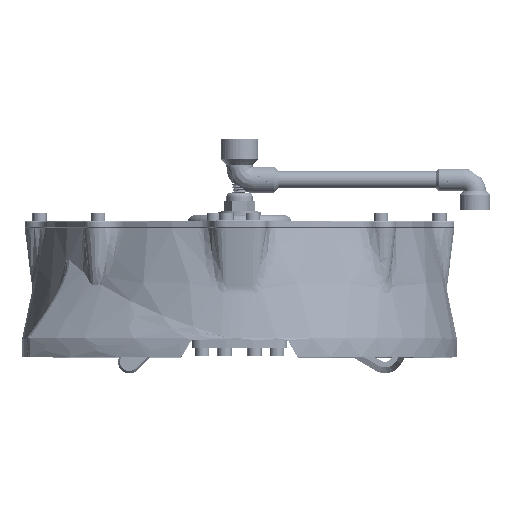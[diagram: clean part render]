
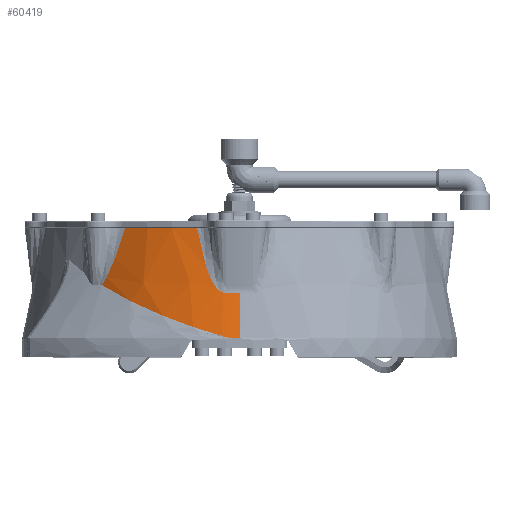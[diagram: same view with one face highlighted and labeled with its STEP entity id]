
A CAD part, top view. The second image highlights one B-rep face of the part: STEP entity #60419.
In plain terms, the highlighted conical face has half-angle 12 degrees and reference radius 55.065 mm.
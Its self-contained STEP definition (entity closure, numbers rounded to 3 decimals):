
#57887=DIRECTION('',(0.,-0.978,0.208));
#57888=VECTOR('',#57887,12.339);
#57889=CARTESIAN_POINT('',(-2.,4.07,55.634));
#57890=LINE('',#57889,#57888);
#58166=CARTESIAN_POINT('',(-38.776,6.227,
41.132));
#58167=CARTESIAN_POINT('',(-38.707,6.33,
41.165));
#58168=CARTESIAN_POINT('',(-38.571,6.538,
41.226));
#58169=CARTESIAN_POINT('',(-38.375,6.854,
41.31));
#58170=CARTESIAN_POINT('',(-38.18,7.183,
41.389));
#58171=CARTESIAN_POINT('',(-37.975,7.543,
41.466));
#58172=CARTESIAN_POINT('',(-37.748,7.958,
41.545));
#58173=CARTESIAN_POINT('',(-37.5,8.433,
41.624));
#58174=CARTESIAN_POINT('',(-37.243,8.947,
41.699));
#58175=CARTESIAN_POINT('',(-36.989,9.478,
41.766));
#58176=CARTESIAN_POINT('',(-36.739,10.019,
41.825));
#58177=CARTESIAN_POINT('',(-36.492,10.571,
41.877));
#58178=CARTESIAN_POINT('',(-36.248,11.135,
41.921));
#58179=CARTESIAN_POINT('',(-36.01,11.703,
41.96));
#58180=CARTESIAN_POINT('',(-35.777,12.273,
41.992));
#58181=CARTESIAN_POINT('',(-35.551,12.843,
42.018));
#58182=CARTESIAN_POINT('',(-35.327,13.42,
42.039));
#58183=CARTESIAN_POINT('',(-35.1,14.018,
42.056));
#58184=CARTESIAN_POINT('',(-34.866,14.651,
42.069));
#58185=CARTESIAN_POINT('',(-34.618,15.337,
42.077));
#58186=CARTESIAN_POINT('',(-34.351,16.092,
42.08));
#58187=CARTESIAN_POINT('',(-34.061,16.937,
42.077));
#58188=CARTESIAN_POINT('',(-33.74,17.896,
42.065));
#58189=CARTESIAN_POINT('',(-33.387,18.978,
42.041));
#58190=CARTESIAN_POINT('',(-33.01,20.175,
42.005));
#58191=CARTESIAN_POINT('',(-32.743,21.046,
41.971));
#58192=CARTESIAN_POINT('',(-32.607,21.5,
41.951));
#58194=CARTESIAN_POINT('',(-13.361,21.5,
50.671));
#58195=CARTESIAN_POINT('',(-13.28,21.01,
50.796));
#58196=CARTESIAN_POINT('',(-13.114,20.048,
51.042));
#58197=CARTESIAN_POINT('',(-12.852,18.652,
51.402));
#58198=CARTESIAN_POINT('',(-12.584,17.337,
51.743));
#58199=CARTESIAN_POINT('',(-12.318,16.128,
52.059));
#58200=CARTESIAN_POINT('',(-12.059,15.041,
52.345));
#58201=CARTESIAN_POINT('',(-11.812,14.073,
52.601));
#58202=CARTESIAN_POINT('',(-11.574,13.202,
52.833));
#58203=CARTESIAN_POINT('',(-11.34,12.398,
53.048));
#58204=CARTESIAN_POINT('',(-11.101,11.628,
53.256));
#58205=CARTESIAN_POINT('',(-10.85,10.873,
53.461));
#58206=CARTESIAN_POINT('',(-10.585,10.131,
53.664));
#58207=CARTESIAN_POINT('',(-10.312,9.422,
53.859));
#58208=CARTESIAN_POINT('',(-10.042,8.775,
54.039));
#58209=CARTESIAN_POINT('',(-9.784,8.204,
54.2));
#58210=CARTESIAN_POINT('',(-9.539,7.702,
54.342));
#58211=CARTESIAN_POINT('',(-9.302,7.252,
54.471));
#58212=CARTESIAN_POINT('',(-9.064,6.832,
54.592));
#58213=CARTESIAN_POINT('',(-8.812,6.423,
54.712));
#58214=CARTESIAN_POINT('',(-8.535,6.014,
54.833));
#58215=CARTESIAN_POINT('',(-8.229,5.612,
54.955));
#58216=CARTESIAN_POINT('',(-7.906,5.241,
55.07));
#58217=CARTESIAN_POINT('',(-7.579,4.92,
55.173));
#58218=CARTESIAN_POINT('',(-7.253,4.653,
55.262));
#58219=CARTESIAN_POINT('',(-6.926,4.435,
55.338));
#58220=CARTESIAN_POINT('',(-6.599,4.268,
55.402));
#58221=CARTESIAN_POINT('',(-6.267,4.149,
55.454));
#58222=CARTESIAN_POINT('',(-5.938,4.082,
55.492));
#58223=CARTESIAN_POINT('',(-5.737,4.07,
55.509));
#58224=CARTESIAN_POINT('',(-5.64,4.07,
55.515));
#58226=CARTESIAN_POINT('',(-2.,4.07,0.));
#58227=DIRECTION('',(0.,1.,0.));
#58228=DIRECTION('',(-0.065,0.,0.998));
#58229=AXIS2_PLACEMENT_3D('',#58226,#58227,#58228);
#58245=CARTESIAN_POINT('',(-2.,21.5,0.));
#58246=DIRECTION('',(0.,-1.,0.));
#58247=DIRECTION('',(-0.219,0.,0.976));
#58248=AXIS2_PLACEMENT_3D('',#58245,#58246,#58247);
#58428=CARTESIAN_POINT('',(-38.776,6.227,
41.132));
#58429=CARTESIAN_POINT('',(-38.242,5.888,
41.707));
#58430=CARTESIAN_POINT('',(-37.149,5.215,
42.832));
#58431=CARTESIAN_POINT('',(-35.441,4.222,
44.442));
#58432=CARTESIAN_POINT('',(-33.67,3.246,
45.973));
#58433=CARTESIAN_POINT('',(-31.841,2.285,
47.422));
#58434=CARTESIAN_POINT('',(-29.952,1.344,
48.79));
#58435=CARTESIAN_POINT('',(-28.001,0.413,
50.08));
#58436=CARTESIAN_POINT('',(-26.005,-0.494,
51.279));
#58437=CARTESIAN_POINT('',(-23.982,-1.37,
52.38));
#58438=CARTESIAN_POINT('',(-21.929,-2.222,
53.388));
#58439=CARTESIAN_POINT('',(-19.846,-3.04,
54.303));
#58440=CARTESIAN_POINT('',(-17.748,-3.826,
55.122));
#58441=CARTESIAN_POINT('',(-15.619,-4.584,
55.852));
#58442=CARTESIAN_POINT('',(-13.456,-5.317,
56.494));
#58443=CARTESIAN_POINT('',(-11.264,-6.021,
57.045));
#58444=CARTESIAN_POINT('',(-9.117,-6.686,
57.498));
#58445=CARTESIAN_POINT('',(-6.787,-7.337,
57.872));
#58446=CARTESIAN_POINT('',(-5.123,-7.891,
58.106));
#58447=CARTESIAN_POINT('',(-3.115,-7.997,
58.199));
#58448=CARTESIAN_POINT('',(-2.,-8.,58.2));
#59136=CARTESIAN_POINT('',(-5.64,4.07,
55.515));
#59137=CARTESIAN_POINT('',(-2.,4.07,55.634));
#59138=VERTEX_POINT('',#59136);
#59139=VERTEX_POINT('',#59137);
#59145=VERTEX_POINT('',#58194);
#59148=VERTEX_POINT('',#58166);
#59149=VERTEX_POINT('',#58192);
#59170=CARTESIAN_POINT('',(-2.,-8.,58.2));
#59171=VERTEX_POINT('',#59170);
#60401=CARTESIAN_POINT('',(-2.,6.748,0.));
#60402=DIRECTION('',(0.,-1.,0.));
#60403=DIRECTION('',(1.,0.,0.));
#60404=AXIS2_PLACEMENT_3D('',#60401,#60402,#60403);
#60405=CONICAL_SURFACE('',#60404,55.065,12.);
#60407=ORIENTED_EDGE('',*,*,#60406,.F.);
#60409=ORIENTED_EDGE('',*,*,#60408,.T.);
#60411=ORIENTED_EDGE('',*,*,#60410,.F.);
#60413=ORIENTED_EDGE('',*,*,#60412,.T.);
#60415=ORIENTED_EDGE('',*,*,#60414,.T.);
#60416=ORIENTED_EDGE('',*,*,#60230,.T.);
#60417=EDGE_LOOP('',(#60407,#60409,#60411,#60413,#60415,#60416));
#60418=FACE_OUTER_BOUND('',#60417,.F.);
#58193=B_SPLINE_CURVE_WITH_KNOTS('',3,(#58166,#58167,#58168,#58169,#58170,
#58171,#58172,#58173,#58174,#58175,#58176,#58177,#58178,#58179,#58180,#58181,
#58182,#58183,#58184,#58185,#58186,#58187,#58188,#58189,#58190,#58191,#58192),
.UNSPECIFIED.,.F.,.F.,(4,1,1,1,1,1,1,1,1,1,1,1,1,1,1,1,1,1,1,1,1,1,1,1,4),(0.,
0.042,0.083,0.125,0.167,0.208,
0.25,0.292,0.333,0.375,0.417,
0.458,0.5,0.542,0.583,0.625,
0.667,0.708,0.75,0.792,0.833,
0.875,0.917,0.958,1.),.UNSPECIFIED.);
#58225=B_SPLINE_CURVE_WITH_KNOTS('',3,(#58194,#58195,#58196,#58197,#58198,
#58199,#58200,#58201,#58202,#58203,#58204,#58205,#58206,#58207,#58208,#58209,
#58210,#58211,#58212,#58213,#58214,#58215,#58216,#58217,#58218,#58219,#58220,
#58221,#58222,#58223,#58224),.UNSPECIFIED.,.F.,.F.,(4,1,1,1,1,1,1,1,1,1,1,1,1,1,
1,1,1,1,1,1,1,1,1,1,1,1,1,1,4),(0.,0.036,0.071,
0.107,0.143,0.179,0.214,0.25,
0.286,0.321,0.357,0.393,
0.429,0.464,0.5,0.536,0.571,
0.607,0.643,0.679,0.714,0.75,
0.786,0.821,0.857,0.893,
0.929,0.964,1.),.UNSPECIFIED.);
#58230=CIRCLE('',#58229,55.634);
#58249=CIRCLE('',#58248,51.929);
#58449=B_SPLINE_CURVE_WITH_KNOTS('',3,(#58428,#58429,#58430,#58431,#58432,
#58433,#58434,#58435,#58436,#58437,#58438,#58439,#58440,#58441,#58442,#58443,
#58444,#58445,#58446,#58447,#58448),.UNSPECIFIED.,.F.,.F.,(4,1,1,1,1,1,1,1,1,1,
1,1,1,1,1,1,1,1,4),(0.,0.056,0.111,0.167,
0.222,0.278,0.333,0.389,
0.444,0.5,0.556,0.611,0.667,
0.722,0.778,0.833,0.889,
0.944,1.),.UNSPECIFIED.);
#60230=EDGE_CURVE('',#59139,#59171,#57890,.T.);
#60406=EDGE_CURVE('',#59148,#59171,#58449,.T.);
#60408=EDGE_CURVE('',#59148,#59149,#58193,.T.);
#60410=EDGE_CURVE('',#59145,#59149,#58249,.T.);
#60412=EDGE_CURVE('',#59145,#59138,#58225,.T.);
#60414=EDGE_CURVE('',#59138,#59139,#58230,.T.);
#60419=ADVANCED_FACE('',(#60418),#60405,.T.);
